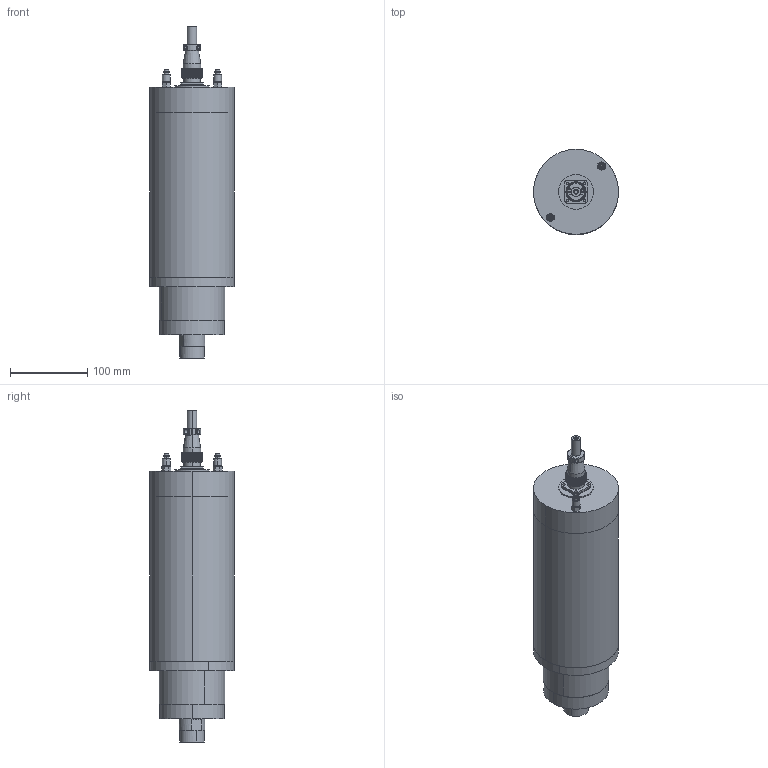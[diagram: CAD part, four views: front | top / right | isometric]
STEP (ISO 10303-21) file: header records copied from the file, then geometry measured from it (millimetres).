
FILE_DESCRIPTION (( 'STEP AP214' ), '1' );
FILE_NAME ('GDK110-24Z-4.0.STEP', '2024-07-29T06:31:07', ( '00' ), ( '' ), 'SwSTEP 2.0', 'SolidWorks 2018', '' );
FILE_SCHEMA (( 'AUTOMOTIVE_DESIGN' ));
Length unit declared in the file: millimetre
Products named in the file (11): GBT823_M3℅10; 傷裔; WS20瑤脣芛; 粣芛; WS20瑤脣釱; 儂褲; 堤盄釱; GDK110-24Z-4.0; WS20瑤脣; 躇猾裔; 阨郲30.5-(M8)
Assembly tree (12 placements, depth 3):
  GDK110-24Z-4.0
    儂褲
    堤盄釱
    傷裔
    躇猾裔
    粣芛
    阨郲30.5-(M8)  x2
    WS20瑤脣
      WS20瑤脣釱
      WS20瑤脣芛
      GBT823_M3℅10  x2
Bounding box: 110 x 110 x 429.8 mm (x, y, z)
Volume: 2853796.3 mm3; surface area: 202697.8 mm2
Topology: 16 solids, 16 shells, 3160 faces, 7830 edges, 5161 vertices
Faces by surface type: plane 1303, cone 1025, cylinder 790, torus 21, sphere 12, bspline 9
Entity records: 98595 total; most frequent: CARTESIAN_POINT 24411, ORIENTED_EDGE 15364, DIRECTION 14356, EDGE_CURVE 7682, AXIS2_PLACEMENT_3D 5816, VERTEX_POINT 5091, EDGE_LOOP 3629, FACE_OUTER_BOUND 3107
